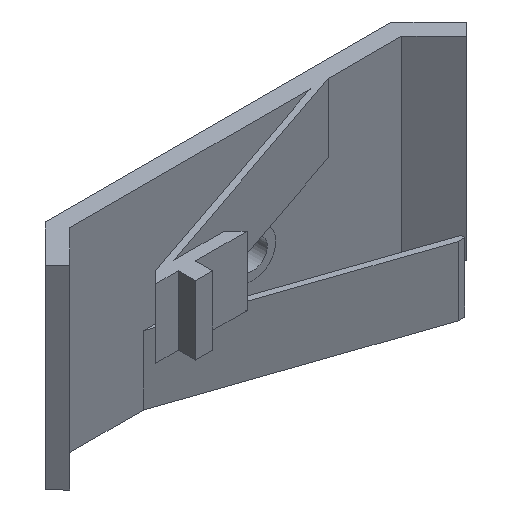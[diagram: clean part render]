
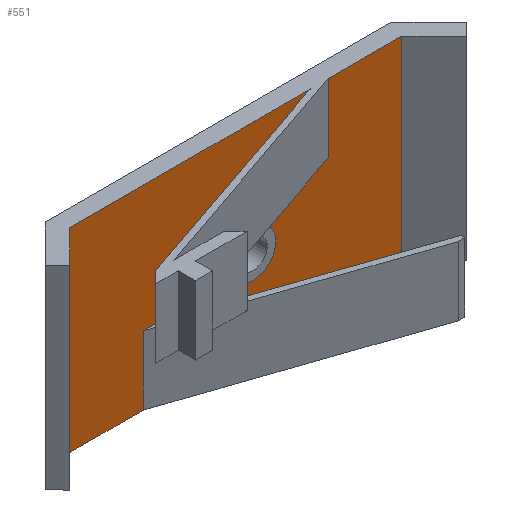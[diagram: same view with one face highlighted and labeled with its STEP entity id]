
A CAD part, isometric view. The second image highlights one B-rep face of the part: STEP entity #551.
In plain terms, the highlighted planar face has unit normal (0, -1, 0).
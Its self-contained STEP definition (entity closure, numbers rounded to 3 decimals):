
#18=FACE_BOUND('',#69,.T.);
#22=CIRCLE('',#586,2.);
#35=FACE_OUTER_BOUND('',#68,.T.);
#68=EDGE_LOOP('',(#414,#415,#416,#417,#418,#419,#420,#421,#422,#423,#424,
#425));
#69=EDGE_LOOP('',(#426));
#93=LINE('',#763,#165);
#97=LINE('',#770,#169);
#101=LINE('',#778,#173);
#108=LINE('',#794,#180);
#116=LINE('',#810,#188);
#127=LINE('',#843,#199);
#128=LINE('',#844,#200);
#129=LINE('',#846,#201);
#130=LINE('',#848,#202);
#131=LINE('',#849,#203);
#132=LINE('',#851,#204);
#133=LINE('',#852,#205);
#165=VECTOR('',#618,1.572);
#169=VECTOR('',#624,6.);
#173=VECTOR('',#632,6.);
#180=VECTOR('',#643,6.428);
#188=VECTOR('',#651,21.);
#199=VECTOR('',#680,21.);
#200=VECTOR('',#681,17.);
#201=VECTOR('',#682,6.);
#202=VECTOR('',#683,1.572);
#203=VECTOR('',#684,6.);
#204=VECTOR('',#685,17.);
#205=VECTOR('',#686,6.428);
#236=VERTEX_POINT('',#760);
#237=VERTEX_POINT('',#762);
#239=VERTEX_POINT('',#768);
#241=VERTEX_POINT('',#776);
#247=VERTEX_POINT('',#791);
#248=VERTEX_POINT('',#793);
#255=VERTEX_POINT('',#807);
#256=VERTEX_POINT('',#809);
#268=VERTEX_POINT('',#838);
#269=VERTEX_POINT('',#842);
#270=VERTEX_POINT('',#845);
#271=VERTEX_POINT('',#847);
#272=VERTEX_POINT('',#850);
#289=EDGE_CURVE('',#237,#236,#93,.T.);
#293=EDGE_CURVE('',#236,#239,#97,.T.);
#297=EDGE_CURVE('',#241,#237,#101,.T.);
#304=EDGE_CURVE('',#248,#247,#108,.T.);
#312=EDGE_CURVE('',#256,#255,#116,.T.);
#326=EDGE_CURVE('',#268,#268,#22,.T.);
#327=EDGE_CURVE('',#239,#269,#127,.T.);
#328=EDGE_CURVE('',#269,#248,#128,.T.);
#329=EDGE_CURVE('',#247,#270,#129,.T.);
#330=EDGE_CURVE('',#270,#271,#130,.T.);
#331=EDGE_CURVE('',#271,#256,#131,.T.);
#332=EDGE_CURVE('',#272,#255,#132,.T.);
#333=EDGE_CURVE('',#272,#241,#133,.T.);
#414=ORIENTED_EDGE('',*,*,#293,.T.);
#415=ORIENTED_EDGE('',*,*,#327,.T.);
#416=ORIENTED_EDGE('',*,*,#328,.T.);
#417=ORIENTED_EDGE('',*,*,#304,.T.);
#418=ORIENTED_EDGE('',*,*,#329,.T.);
#419=ORIENTED_EDGE('',*,*,#330,.T.);
#420=ORIENTED_EDGE('',*,*,#331,.T.);
#421=ORIENTED_EDGE('',*,*,#312,.T.);
#422=ORIENTED_EDGE('',*,*,#332,.F.);
#423=ORIENTED_EDGE('',*,*,#333,.T.);
#424=ORIENTED_EDGE('',*,*,#297,.T.);
#425=ORIENTED_EDGE('',*,*,#289,.T.);
#426=ORIENTED_EDGE('',*,*,#326,.T.);
#521=PLANE('',#588);
#551=ADVANCED_FACE('',(#35,#18),#521,.T.);
#586=AXIS2_PLACEMENT_3D('',#839,#674,#675);
#588=AXIS2_PLACEMENT_3D('',#841,#678,#679);
#618=DIRECTION('',(1.,0.,0.));
#624=DIRECTION('',(0.,0.,-1.));
#632=DIRECTION('',(0.,0.,1.));
#643=DIRECTION('',(-1.,0.,0.));
#651=DIRECTION('',(-1.,0.,0.));
#674=DIRECTION('center_axis',(0.,1.,0.));
#675=DIRECTION('ref_axis',(1.,0.,0.));
#678=DIRECTION('center_axis',(0.,-1.,0.));
#679=DIRECTION('ref_axis',(0.,0.,-1.));
#680=DIRECTION('',(1.,0.,0.));
#681=DIRECTION('',(0.,0.,1.));
#682=DIRECTION('',(0.,0.,-1.));
#683=DIRECTION('',(-1.,0.,0.));
#684=DIRECTION('',(0.,0.,1.));
#685=DIRECTION('',(0.,0.,1.));
#686=DIRECTION('',(1.,0.,0.));
#760=CARTESIAN_POINT('',(-6.5,0.,6.));
#762=CARTESIAN_POINT('',(-8.072,0.,6.));
#763=CARTESIAN_POINT('',(8.732,0.,6.));
#768=CARTESIAN_POINT('',(-6.5,0.,0.));
#770=CARTESIAN_POINT('',(-6.5,0.,0.));
#776=CARTESIAN_POINT('',(-8.072,0.,0.));
#778=CARTESIAN_POINT('',(-8.072,0.,0.));
#791=CARTESIAN_POINT('',(8.072,0.,17.));
#793=CARTESIAN_POINT('',(14.5,0.,17.));
#794=CARTESIAN_POINT('',(-14.5,0.,17.));
#807=CARTESIAN_POINT('',(-14.5,0.,17.));
#809=CARTESIAN_POINT('',(6.5,0.,17.));
#810=CARTESIAN_POINT('',(-14.5,0.,17.));
#838=CARTESIAN_POINT('',(-2.,0.,8.5));
#839=CARTESIAN_POINT('Origin',(0.,0.,
8.5));
#841=CARTESIAN_POINT('Origin',(14.5,0.,0.));
#842=CARTESIAN_POINT('',(14.5,0.,0.));
#843=CARTESIAN_POINT('',(-14.5,0.,0.));
#844=CARTESIAN_POINT('',(14.5,0.,0.));
#845=CARTESIAN_POINT('',(8.072,0.,11.));
#846=CARTESIAN_POINT('',(8.072,0.,8.5));
#847=CARTESIAN_POINT('',(6.5,0.,11.));
#848=CARTESIAN_POINT('',(1.75,0.,11.));
#849=CARTESIAN_POINT('',(6.5,0.,8.5));
#850=CARTESIAN_POINT('',(-14.5,0.,0.));
#851=CARTESIAN_POINT('',(-14.5,0.,0.));
#852=CARTESIAN_POINT('',(-14.5,0.,0.));
